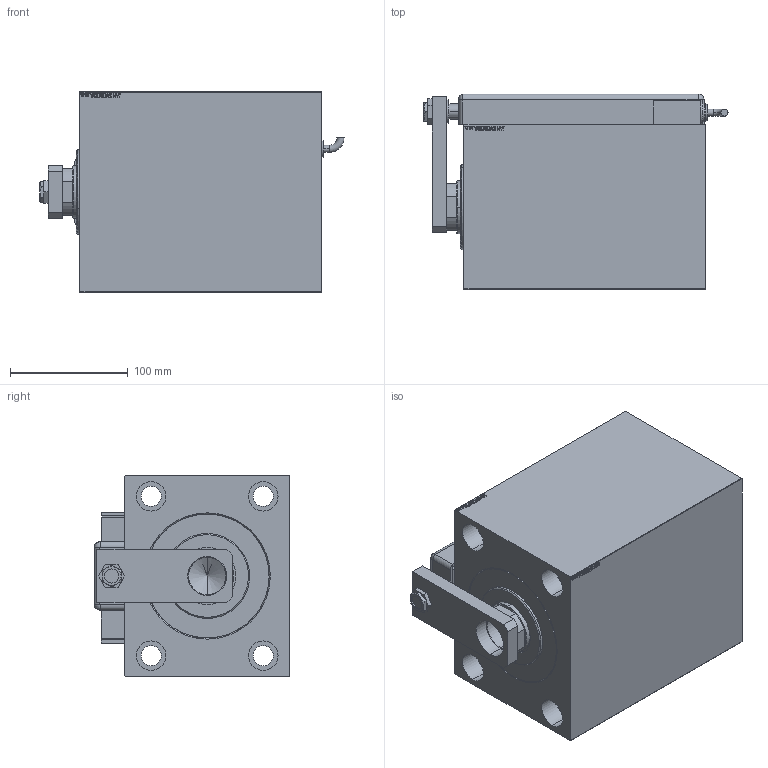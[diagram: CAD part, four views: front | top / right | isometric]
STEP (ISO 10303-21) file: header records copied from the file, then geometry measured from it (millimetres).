
FILE_DESCRIPTION (( 'STEP AP203' ), '1' );
FILE_NAME ('3388.STEP', '2021-11-01T13:28:52', ( '' ), ( '' ), 'SwSTEP 2.0', 'SolidWorks 2019', '' );
FILE_SCHEMA (( 'CONFIG_CONTROL_DESIGN' ));
Length unit declared in the file: millimetre
Products named in the file (13): NUT_D13 b7bc0a510549b2536a6109d1d3800fd0; ZARAZKA_Q b7bc0a510549b2536a6109d1d3800fd0; V450CM_C_VCP b7bc0a510549b2536a6109d1d3800fd0; SWITCH DIM A_G b7bc0a510549b2536a6109d1d3800fd0; V450CM_C b7bc0a510549b2536a6109d1d3800fd0; MAGNETIC SWITCH Q b7bc0a510549b2536a6109d1d3800fd0; SWITCH Q b7bc0a510549b2536a6109d1d3800fd0; V450CM_VC_B b7bc0a510549b2536a6109d1d3800fd0; NUT_D19 b7bc0a510549b2536a6109d1d3800fd0; SWITCH_Q_FRONT_BACK b7bc0a510549b2536a6109d1d3800fd0; KRYT b7bc0a510549b2536a6109d1d3800fd0; TYC b7bc0a510549b2536a6109d1d3800fd0; 3388
Assembly tree (13 placements, depth 3):
  3388
    V450CM_C b7bc0a510549b2536a6109d1d3800fd0
    V450CM_C_VCP b7bc0a510549b2536a6109d1d3800fd0
    V450CM_VC_B b7bc0a510549b2536a6109d1d3800fd0
    MAGNETIC SWITCH Q b7bc0a510549b2536a6109d1d3800fd0
      SWITCH_Q_FRONT_BACK b7bc0a510549b2536a6109d1d3800fd0
      TYC b7bc0a510549b2536a6109d1d3800fd0
      ZARAZKA_Q b7bc0a510549b2536a6109d1d3800fd0
      SWITCH DIM A_G b7bc0a510549b2536a6109d1d3800fd0
      NUT_D19 b7bc0a510549b2536a6109d1d3800fd0
      NUT_D13 b7bc0a510549b2536a6109d1d3800fd0
      KRYT b7bc0a510549b2536a6109d1d3800fd0
      SWITCH Q b7bc0a510549b2536a6109d1d3800fd0  x2
Bounding box: 257.66 x 165.8 x 170 mm (x, y, z)
Volume: 4242184.1 mm3; surface area: 455263.7 mm2
Topology: 13 solids, 13 shells, 1249 faces, 3171 edges, 2093 vertices
Faces by surface type: plane 615, bspline 471, cylinder 117, cone 22, torus 22, sphere 2
Entity records: 59896 total; most frequent: CARTESIAN_POINT 32233, ORIENTED_EDGE 6146, DIRECTION 3887, EDGE_CURVE 3073, VERTEX_POINT 2033, VECTOR 1829, LINE 1829, EDGE_LOOP 1382
